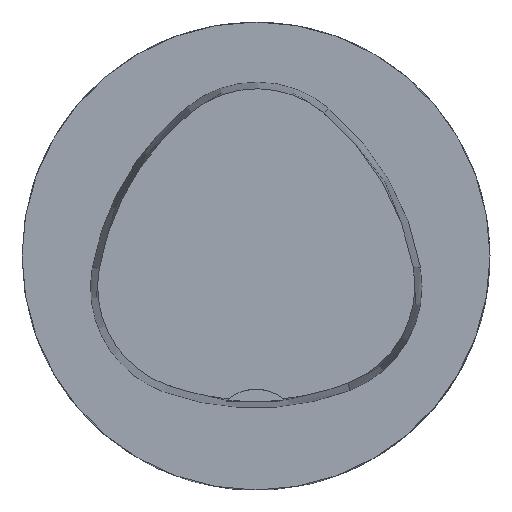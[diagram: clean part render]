
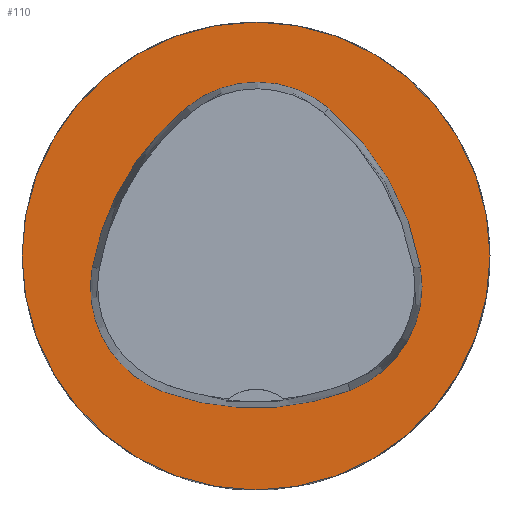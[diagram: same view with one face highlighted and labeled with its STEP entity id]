
A CAD part, top view. The second image highlights one B-rep face of the part: STEP entity #110.
In plain terms, the highlighted planar face has unit normal (0, 0, 1).
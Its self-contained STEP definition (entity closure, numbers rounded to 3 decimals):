
#110=ADVANCED_FACE('',(#191,#192),#158,.T.);
#158=PLANE('',#864);
#191=FACE_BOUND('',#250,.T.);
#192=FACE_BOUND('',#251,.T.);
#250=EDGE_LOOP('',(#441,#442,#443,#444,#445,#446));
#251=EDGE_LOOP('',(#447));
#322=CIRCLE('',#836,31.5);
#323=CIRCLE('',#842,36.);
#325=CIRCLE('',#845,15.);
#327=CIRCLE('',#848,36.);
#329=CIRCLE('',#851,15.);
#333=CIRCLE('',#856,36.);
#335=CIRCLE('',#859,15.);
#441=ORIENTED_EDGE('',*,*,#682,.T.);
#442=ORIENTED_EDGE('',*,*,#662,.T.);
#443=ORIENTED_EDGE('',*,*,#666,.T.);
#444=ORIENTED_EDGE('',*,*,#669,.T.);
#445=ORIENTED_EDGE('',*,*,#672,.T.);
#446=ORIENTED_EDGE('',*,*,#680,.T.);
#447=ORIENTED_EDGE('',*,*,#653,.F.);
#582=VERTEX_POINT('',#1281);
#591=VERTEX_POINT('',#1300);
#592=VERTEX_POINT('',#1301);
#595=VERTEX_POINT('',#1309);
#597=VERTEX_POINT('',#1315);
#599=VERTEX_POINT('',#1321);
#606=VERTEX_POINT('',#1342);
#653=EDGE_CURVE('',#582,#582,#322,.T.);
#662=EDGE_CURVE('',#591,#592,#323,.T.);
#666=EDGE_CURVE('',#592,#595,#325,.T.);
#669=EDGE_CURVE('',#595,#597,#327,.T.);
#672=EDGE_CURVE('',#597,#599,#329,.T.);
#680=EDGE_CURVE('',#599,#606,#333,.T.);
#682=EDGE_CURVE('',#606,#591,#335,.T.);
#836=AXIS2_PLACEMENT_3D('',#1280,#975,#976);
#842=AXIS2_PLACEMENT_3D('',#1299,#991,#992);
#845=AXIS2_PLACEMENT_3D('',#1308,#999,#1000);
#848=AXIS2_PLACEMENT_3D('',#1314,#1006,#1007);
#851=AXIS2_PLACEMENT_3D('',#1320,#1013,#1014);
#856=AXIS2_PLACEMENT_3D('',#1343,#1025,#1026);
#859=AXIS2_PLACEMENT_3D('',#1346,#1031,#1032);
#864=AXIS2_PLACEMENT_3D('',#1351,#1041,#1042);
#975=DIRECTION('',(0.,0.,-1.));
#976=DIRECTION('',(-1.,0.,0.));
#991=DIRECTION('',(0.,0.,-1.));
#992=DIRECTION('',(-1.,0.,0.));
#999=DIRECTION('',(0.,0.,-1.));
#1000=DIRECTION('',(-1.,0.,0.));
#1006=DIRECTION('',(0.,0.,-1.));
#1007=DIRECTION('',(-1.,0.,0.));
#1013=DIRECTION('',(0.,0.,-1.));
#1014=DIRECTION('',(-1.,0.,0.));
#1025=DIRECTION('',(0.,0.,-1.));
#1026=DIRECTION('',(-1.,0.,0.));
#1031=DIRECTION('',(0.,0.,-1.));
#1032=DIRECTION('',(-1.,0.,0.));
#1041=DIRECTION('',(0.,0.,1.));
#1042=DIRECTION('',(1.,0.,0.));
#1280=CARTESIAN_POINT('',(0.,0.,0.));
#1281=CARTESIAN_POINT('',(-31.5,0.,0.));
#1299=CARTESIAN_POINT('',(13.398,-7.893,0.));
#1300=CARTESIAN_POINT('',(-22.041,-1.562,0.));
#1301=CARTESIAN_POINT('',(-9.317,20.036,0.));
#1308=CARTESIAN_POINT('',(0.148,8.399,0.));
#1309=CARTESIAN_POINT('',(9.779,19.898,0.));
#1314=CARTESIAN_POINT('',(-13.337,-7.7,0.));
#1315=CARTESIAN_POINT('',(22.122,-1.48,0.));
#1320=CARTESIAN_POINT('',(7.347,-4.071,0.));
#1321=CARTESIAN_POINT('',(12.693,-18.087,0.));
#1342=CARTESIAN_POINT('',(-12.373,-18.307,0.));
#1343=CARTESIAN_POINT('',(-0.137,15.55,0.));
#1346=CARTESIAN_POINT('',(-7.275,-4.2,0.));
#1351=CARTESIAN_POINT('',(0.,0.,0.));
